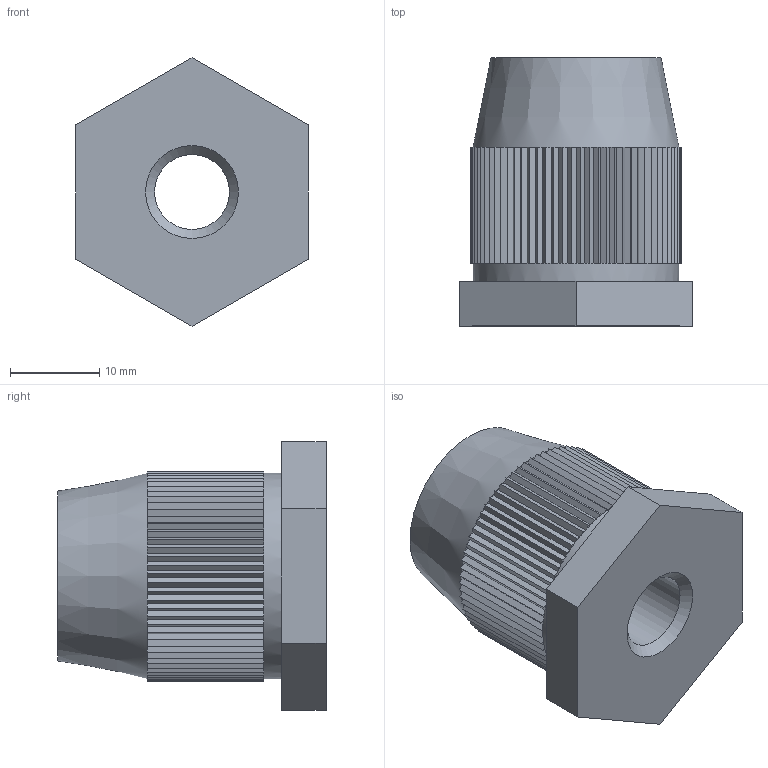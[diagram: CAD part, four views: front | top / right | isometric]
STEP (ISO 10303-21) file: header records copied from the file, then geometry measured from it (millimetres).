
FILE_DESCRIPTION((''),'2;1');
FILE_NAME('86323.stp','2016-04-27T09:39:09',('Konstruktor II'),(''),'Autodesk Inventor 2013','Autodesk Inventor 2013','');
FILE_SCHEMA(('AUTOMOTIVE_DESIGN { 1 0 10303 214 1 1 1 1 }'));
Length unit declared in the file: millimetre
Products named in the file (1): 86323
Bounding box: 25.98 x 30 x 30 mm (x, y, z)
Volume: 10941.3 mm3; surface area: 4328.4 mm2
Topology: 1 solids, 1 shells, 464 faces, 1082 edges, 621 vertices
Faces by surface type: plane 459, cone 3, cylinder 2
Full cylindrical faces by diameter (mm): 8.376 x1, 23 x1
Entity records: 12822 total; most frequent: DIRECTION 2310, CARTESIAN_POINT 2157, ORIENTED_EDGE 2148, EDGE_CURVE 1074, AXIS2_PLACEMENT_3D 771, VECTOR 768, LINE 768, VERTEX_POINT 618
